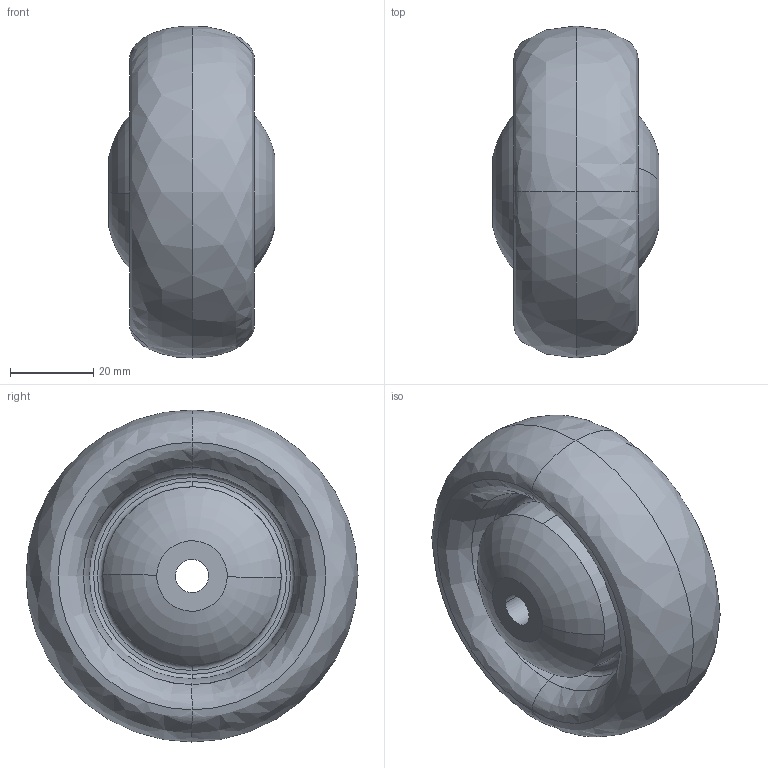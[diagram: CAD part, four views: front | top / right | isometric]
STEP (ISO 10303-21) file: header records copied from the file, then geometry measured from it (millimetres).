
FILE_DESCRIPTION (( 'STEP AP214' ), '1' );
FILE_NAME ('0024984.step', '2021-05-12T11:26:49', ( 'Windows-Benutzer' ), ( '' ), 'SwSTEP 2.0', 'SolidWorks 2020', '' );
FILE_SCHEMA (( 'AUTOMOTIVE_DESIGN' ));
Length unit declared in the file: millimetre
Products named in the file (1): 0024984
Bounding box: 40 x 80 x 80 mm (x, y, z)
Surface area: 21602.1 mm2 (no closed solid volume)
Topology: 0 solids, 5 shells, 40 faces, 90 edges, 54 vertices
Faces by surface type: torus 16, bspline 8, cone 8, plane 4, cylinder 4
Entity records: 1679 total; most frequent: CARTESIAN_POINT 329, DIRECTION 218, ORIENTED_EDGE 160, AXIS2_PLACEMENT_3D 103, EDGE_CURVE 90, CIRCLE 70, VERTEX_POINT 54, EDGE_LOOP 44
